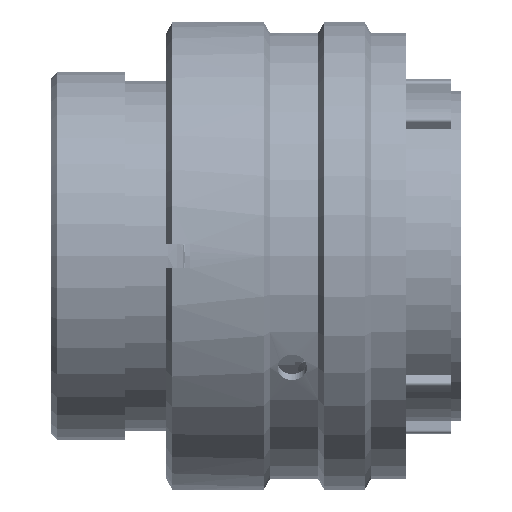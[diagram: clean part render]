
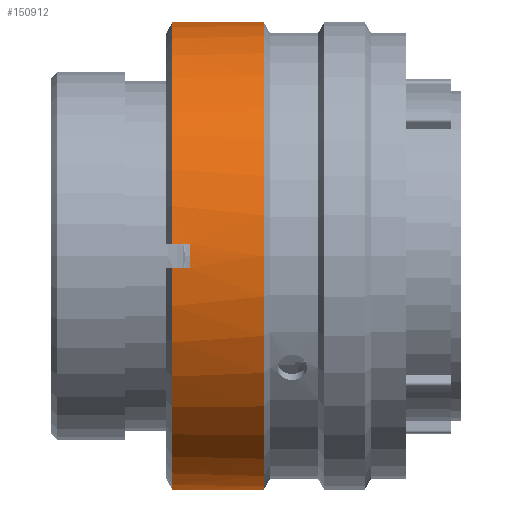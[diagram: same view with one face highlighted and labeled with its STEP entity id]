
A CAD part, front view. The second image highlights one B-rep face of the part: STEP entity #150912.
In plain terms, the highlighted cylindrical face has radius 19.05 mm (diameter 38.1 mm), a partial arc.
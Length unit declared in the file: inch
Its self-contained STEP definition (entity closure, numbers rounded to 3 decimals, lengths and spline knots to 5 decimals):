
#2240 = VERTEX_POINT ( 'NONE', #37964 ) ;
#3476 = CARTESIAN_POINT ( 'NONE',  ( 1.1389, 0., 0. ) ) ;
#4295 = DIRECTION ( 'NONE',  ( 1., 0., 0. ) ) ;
#5097 = DIRECTION ( 'NONE',  ( 0., 0., -1. ) ) ;
#14527 = LINE ( 'NONE', #226766, #200763 ) ;
#14878 = LINE ( 'NONE', #92868, #110721 ) ;
#15786 = ORIENTED_EDGE ( 'NONE', *, *, #171177, .T. ) ;
#17087 = CARTESIAN_POINT ( 'NONE',  ( 0.44402, -0.03937, -0.74897 ) ) ;
#17224 = LINE ( 'NONE', #129226, #113102 ) ;
#18851 = LINE ( 'NONE', #217333, #109014 ) ;
#20543 = DIRECTION ( 'NONE',  ( -1., 0., 0. ) ) ;
#22413 = AXIS2_PLACEMENT_3D ( 'NONE', #142077, #34260, #160310 ) ;
#22955 = CIRCLE ( 'NONE', #89438, 0.75 ) ;
#24832 = AXIS2_PLACEMENT_3D ( 'NONE', #68346, #194406, #86413 ) ;
#34260 = DIRECTION ( 'NONE',  ( 1., 0., 0. ) ) ;
#36345 = DIRECTION ( 'NONE',  ( 1., 0., 0. ) ) ;
#37964 = CARTESIAN_POINT ( 'NONE',  ( 0.44402, 0., 0.75 ) ) ;
#38451 = CARTESIAN_POINT ( 'NONE',  ( 0.44402, 0., 0. ) ) ;
#40373 = EDGE_CURVE ( 'NONE', #170510, #114579, #14878, .T. ) ;
#40688 = ORIENTED_EDGE ( 'NONE', *, *, #40373, .T. ) ;
#43630 = ORIENTED_EDGE ( 'NONE', *, *, #81001, .T. ) ;
#46768 = ORIENTED_EDGE ( 'NONE', *, *, #197809, .T. ) ;
#47664 = CIRCLE ( 'NONE', #74665, 0.75 ) ;
#51724 = AXIS2_PLACEMENT_3D ( 'NONE', #38451, #164507, #56558 ) ;
#51998 = DIRECTION ( 'NONE',  ( 1., 0., 0. ) ) ;
#55825 = VERTEX_POINT ( 'NONE', #127499 ) ;
#56558 = DIRECTION ( 'NONE',  ( 0., 0., 1. ) ) ;
#59992 = VERTEX_POINT ( 'NONE', #145406 ) ;
#64751 = DIRECTION ( 'NONE',  ( 1., 0., 0. ) ) ;
#66809 = EDGE_CURVE ( 'NONE', #69062, #59992, #232833, .T. ) ;
#68346 = CARTESIAN_POINT ( 'NONE',  ( 0.44402, 0., 0. ) ) ;
#69062 = VERTEX_POINT ( 'NONE', #17087 ) ;
#69529 = EDGE_CURVE ( 'NONE', #73882, #55825, #109336, .T. ) ;
#71519 = EDGE_CURVE ( 'NONE', #59992, #55825, #18851, .T. ) ;
#73882 = VERTEX_POINT ( 'NONE', #172407 ) ;
#74665 = AXIS2_PLACEMENT_3D ( 'NONE', #172655, #64751, #190828 ) ;
#76739 = EDGE_CURVE ( 'NONE', #134405, #139420, #227020, .T. ) ;
#81001 = EDGE_CURVE ( 'NONE', #202889, #69062, #165469, .T. ) ;
#81592 = CARTESIAN_POINT ( 'NONE',  ( 1.1389, -0.03937, -0.74897 ) ) ;
#86413 = DIRECTION ( 'NONE',  ( 0., 0., 1. ) ) ;
#87907 = VECTOR ( 'NONE', #116729, 39.37008 ) ;
#89438 = AXIS2_PLACEMENT_3D ( 'NONE', #144196, #36345, #162435 ) ;
#91841 = DIRECTION ( 'NONE',  ( -1., 0., 0. ) ) ;
#92793 = VERTEX_POINT ( 'NONE', #102577 ) ;
#92868 = CARTESIAN_POINT ( 'NONE',  ( 1.1389, -0.74897, -0.03937 ) ) ;
#100611 = CARTESIAN_POINT ( 'NONE',  ( 0.44402, -0.03937, 0.74897 ) ) ;
#102577 = CARTESIAN_POINT ( 'NONE',  ( 0.44402, -0.74897, 0.03937 ) ) ;
#103229 = ORIENTED_EDGE ( 'NONE', *, *, #114546, .T. ) ;
#105675 = EDGE_CURVE ( 'NONE', #2240, #73882, #231790, .T. ) ;
#109014 = VECTOR ( 'NONE', #109215, 39.37008 ) ;
#109215 = DIRECTION ( 'NONE',  ( 1., 0., 0. ) ) ;
#109336 = CIRCLE ( 'NONE', #22413, 0.75 ) ;
#110419 = CARTESIAN_POINT ( 'NONE',  ( 0.3889, -0.03937, 0.74897 ) ) ;
#110721 = VECTOR ( 'NONE', #91841, 39.37008 ) ;
#113102 = VECTOR ( 'NONE', #20543, 39.37008 ) ;
#114311 = ORIENTED_EDGE ( 'NONE', *, *, #69529, .F. ) ;
#114546 = EDGE_CURVE ( 'NONE', #92793, #170510, #213358, .T. ) ;
#114579 = VERTEX_POINT ( 'NONE', #231511 ) ;
#116729 = DIRECTION ( 'NONE',  ( 1., 0., 0. ) ) ;
#118628 = DIRECTION ( 'NONE',  ( 1., 0., 0. ) ) ;
#121909 = ORIENTED_EDGE ( 'NONE', *, *, #105675, .F. ) ;
#123301 = EDGE_CURVE ( 'NONE', #114579, #202889, #22955, .T. ) ;
#127499 = CARTESIAN_POINT ( 'NONE',  ( 0.68102, 0., -0.75 ) ) ;
#129226 = CARTESIAN_POINT ( 'NONE',  ( 1.1389, -0.03937, 0.74897 ) ) ;
#134405 = VERTEX_POINT ( 'NONE', #110419 ) ;
#135049 = CARTESIAN_POINT ( 'NONE',  ( 0.3889, -0.74897, 0.03937 ) ) ;
#135611 = CARTESIAN_POINT ( 'NONE',  ( 1.1389, 0., 0.75 ) ) ;
#137884 = AXIS2_PLACEMENT_3D ( 'NONE', #159983, #51998, #178153 ) ;
#139420 = VERTEX_POINT ( 'NONE', #135049 ) ;
#140555 = VERTEX_POINT ( 'NONE', #100611 ) ;
#142077 = CARTESIAN_POINT ( 'NONE',  ( 0.68102, 0., 0. ) ) ;
#144196 = CARTESIAN_POINT ( 'NONE',  ( 0.3889, 0., 0. ) ) ;
#145406 = CARTESIAN_POINT ( 'NONE',  ( 0.44402, 0., -0.75 ) ) ;
#150912 = ADVANCED_FACE ( 'NONE', ( #225305 ), #202678, .T. ) ;
#153405 = EDGE_LOOP ( 'NONE', ( #121909, #182413, #15786, #155856, #46768, #103229, #40688, #208935, #43630, #191545, #223882, #114311 ) ) ;
#155856 = ORIENTED_EDGE ( 'NONE', *, *, #76739, .T. ) ;
#157635 = EDGE_CURVE ( 'NONE', #2240, #140555, #47664, .T. ) ;
#159983 = CARTESIAN_POINT ( 'NONE',  ( 0.3889, 0., 0. ) ) ;
#160310 = DIRECTION ( 'NONE',  ( 0., 0., -1. ) ) ;
#162435 = DIRECTION ( 'NONE',  ( 0., 0., -1. ) ) ;
#164507 = DIRECTION ( 'NONE',  ( 1., 0., 0. ) ) ;
#165469 = LINE ( 'NONE', #81592, #213429 ) ;
#169267 = AXIS2_PLACEMENT_3D ( 'NONE', #3476, #4295, #5097 ) ;
#170510 = VERTEX_POINT ( 'NONE', #217146 ) ;
#171177 = EDGE_CURVE ( 'NONE', #140555, #134405, #17224, .T. ) ;
#172407 = CARTESIAN_POINT ( 'NONE',  ( 0.68102, 0., 0.75 ) ) ;
#172655 = CARTESIAN_POINT ( 'NONE',  ( 0.44402, 0., 0. ) ) ;
#178153 = DIRECTION ( 'NONE',  ( 0., 0., -1. ) ) ;
#182413 = ORIENTED_EDGE ( 'NONE', *, *, #157635, .T. ) ;
#189593 = DIRECTION ( 'NONE',  ( 1., 0., 0. ) ) ;
#190828 = DIRECTION ( 'NONE',  ( 0., 0., 1. ) ) ;
#191545 = ORIENTED_EDGE ( 'NONE', *, *, #66809, .T. ) ;
#194406 = DIRECTION ( 'NONE',  ( 1., 0., 0. ) ) ;
#197809 = EDGE_CURVE ( 'NONE', #139420, #92793, #14527, .T. ) ;
#200763 = VECTOR ( 'NONE', #118628, 39.37008 ) ;
#202678 = CYLINDRICAL_SURFACE ( 'NONE', #169267, 0.75 ) ;
#202889 = VERTEX_POINT ( 'NONE', #229208 ) ;
#208935 = ORIENTED_EDGE ( 'NONE', *, *, #123301, .T. ) ;
#213358 = CIRCLE ( 'NONE', #24832, 0.75 ) ;
#213429 = VECTOR ( 'NONE', #189593, 39.37008 ) ;
#217146 = CARTESIAN_POINT ( 'NONE',  ( 0.44402, -0.74897, -0.03937 ) ) ;
#217333 = CARTESIAN_POINT ( 'NONE',  ( 1.1389, 0., -0.75 ) ) ;
#223882 = ORIENTED_EDGE ( 'NONE', *, *, #71519, .T. ) ;
#225305 = FACE_OUTER_BOUND ( 'NONE', #153405, .T. ) ;
#226766 = CARTESIAN_POINT ( 'NONE',  ( 1.1389, -0.74897, 0.03937 ) ) ;
#227020 = CIRCLE ( 'NONE', #137884, 0.75 ) ;
#229208 = CARTESIAN_POINT ( 'NONE',  ( 0.3889, -0.03937, -0.74897 ) ) ;
#231511 = CARTESIAN_POINT ( 'NONE',  ( 0.3889, -0.74897, -0.03937 ) ) ;
#231790 = LINE ( 'NONE', #135611, #87907 ) ;
#232833 = CIRCLE ( 'NONE', #51724, 0.75 ) ;
